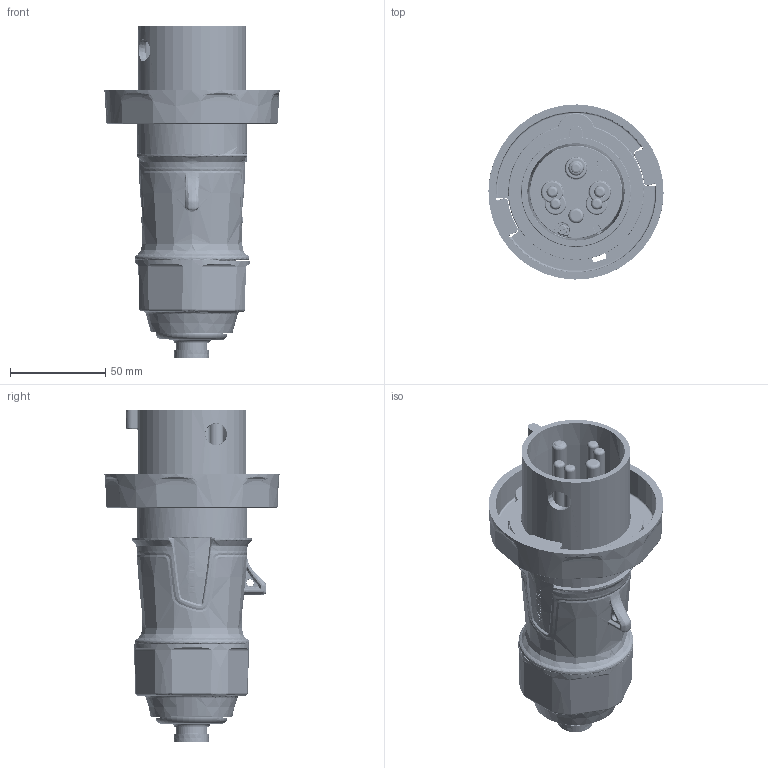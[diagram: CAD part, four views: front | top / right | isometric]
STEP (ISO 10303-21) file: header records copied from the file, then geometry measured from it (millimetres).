
FILE_DESCRIPTION (( 'STEP AP214' ), '1' );
FILE_NAME ('ORB4220-M03.STEP', '2019-03-25T13:42:16', ( '' ), ( '' ), 'SwSTEP 2.0', 'SolidWorks 2017', '' );
FILE_SCHEMA (( 'AUTOMOTIVE_DESIGN' ));
Length unit declared in the file: inch
Products named in the file (25): COB3509-M01_test 3; BAB3547-M01; OG61041-M01-REF-PROJ-3197; BAB3550-M01; OGB5221-M01_OGB5221-M01; COB3551-M01; BAB3545-M01_BAB3545-M01 (12 O''Clock 4 Wire); OXB3548-M01; OXB3512-M01_OXB3512-M01; ORB4220-M03; COB4827-M01; ORB6117-M01; OXB3555-M01; BAB4826-M01_0.750"; BAB3911-M01; BAB3546-M01; BAB3823-M01; BAB3822-M01; OXB3549-M01; OXB3510-M01; OG64547-M01-REF-PROJ-3197; OXB3825-M01; OXB4825-M01; OGB6857-M01; BAB4825-M01_grommet
Assembly tree (42 placements, depth 3):
  ORB4220-M03
    BAB3545-M01_BAB3545-M01 (12 O''Clock 4 Wire)
    BAB3550-M01
    COB3551-M01
    BAB3911-M01
    COB3509-M01_test 3
    OXB3510-M01
    OXB3555-M01
      BAB3546-M01
      OG61041-M01-REF-PROJ-3197  x2
      OXB3549-M01
      OXB3548-M01  x3
      BAB3547-M01
      OG64547-M01-REF-PROJ-3197
      OGB5221-M01_OGB5221-M01  x4
      OGB6857-M01
    OXB3825-M01
      OXB3548-M01  x2
      OGB5221-M01_OGB5221-M01  x3
      OG61041-M01-REF-PROJ-3197  x2
      OGB6857-M01
      BAB3822-M01
      BAB3823-M01
      OXB3549-M01
      OG64547-M01-REF-PROJ-3197
    ORB6117-M01
    OG61041-M01-REF-PROJ-3197  x2
    OXB4825-M01
      BAB4826-M01_0.750"
      COB4827-M01
      OXB3512-M01_OXB3512-M01
      BAB4825-M01_grommet
Bounding box: 91.94 x 91.94 x 174.23 mm (x, y, z)
Volume: 240703.5 mm3; surface area: 182462.7 mm2
Topology: 39 solids, 39 shells, 6459 faces, 16327 edges, 9918 vertices
Faces by surface type: plane 1797, bspline 1627, cylinder 1501, cone 778, torus 518, sphere 238
Entity records: 229525 total; most frequent: CARTESIAN_POINT 107733, ORIENTED_EDGE 28294, DIRECTION 21395, EDGE_CURVE 14147, VERTEX_POINT 8625, AXIS2_PLACEMENT_3D 8255, EDGE_LOOP 5862, FACE_OUTER_BOUND 5661
